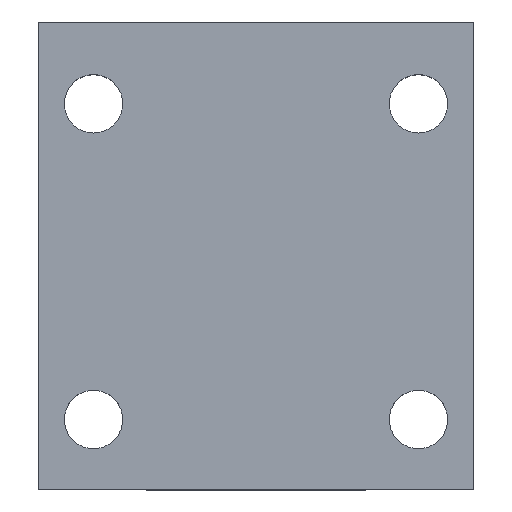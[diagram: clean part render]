
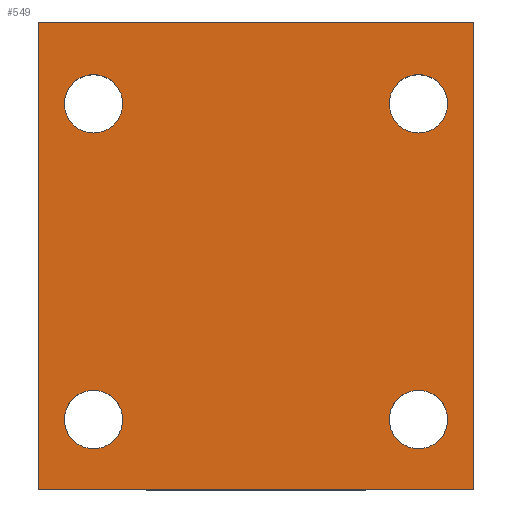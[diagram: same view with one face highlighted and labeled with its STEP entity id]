
A CAD part, top view. The second image highlights one B-rep face of the part: STEP entity #549.
In plain terms, the highlighted planar face has unit normal (0, 0, 1).
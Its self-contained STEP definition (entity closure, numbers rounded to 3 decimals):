
#21=FACE_BOUND('',#112,.T.);
#22=FACE_BOUND('',#113,.T.);
#23=FACE_BOUND('',#114,.T.);
#24=FACE_BOUND('',#115,.T.);
#39=CIRCLE('',#600,2.5);
#40=CIRCLE('',#602,2.5);
#41=CIRCLE('',#604,2.5);
#42=CIRCLE('',#606,2.5);
#78=FACE_OUTER_BOUND('',#111,.T.);
#111=EDGE_LOOP('',(#497,#498,#499,#500));
#112=EDGE_LOOP('',(#501));
#113=EDGE_LOOP('',(#502));
#114=EDGE_LOOP('',(#503));
#115=EDGE_LOOP('',(#504));
#151=LINE('',#841,#208);
#156=LINE('',#857,#213);
#162=LINE('',#865,#219);
#172=LINE('',#909,#229);
#208=VECTOR('',#670,10.);
#213=VECTOR('',#689,10.);
#219=VECTOR('',#697,10.);
#229=VECTOR('',#755,10.);
#263=VERTEX_POINT('',#838);
#264=VERTEX_POINT('',#840);
#267=VERTEX_POINT('',#854);
#268=VERTEX_POINT('',#856);
#276=VERTEX_POINT('',#893);
#277=VERTEX_POINT('',#897);
#278=VERTEX_POINT('',#901);
#279=VERTEX_POINT('',#905);
#317=EDGE_CURVE('',#263,#264,#151,.T.);
#326=EDGE_CURVE('',#268,#267,#156,.T.);
#332=EDGE_CURVE('',#263,#268,#162,.T.);
#347=EDGE_CURVE('',#276,#276,#39,.T.);
#349=EDGE_CURVE('',#277,#277,#40,.T.);
#351=EDGE_CURVE('',#278,#278,#41,.T.);
#353=EDGE_CURVE('',#279,#279,#42,.T.);
#354=EDGE_CURVE('',#267,#264,#172,.T.);
#497=ORIENTED_EDGE('',*,*,#317,.F.);
#498=ORIENTED_EDGE('',*,*,#332,.T.);
#499=ORIENTED_EDGE('',*,*,#326,.T.);
#500=ORIENTED_EDGE('',*,*,#354,.T.);
#501=ORIENTED_EDGE('',*,*,#347,.F.);
#502=ORIENTED_EDGE('',*,*,#349,.F.);
#503=ORIENTED_EDGE('',*,*,#351,.F.);
#504=ORIENTED_EDGE('',*,*,#353,.F.);
#522=PLANE('',#608);
#549=ADVANCED_FACE('',(#78,#21,#22,#23,#24),#522,.T.);
#600=AXIS2_PLACEMENT_3D('',#895,#736,#737);
#602=AXIS2_PLACEMENT_3D('',#899,#741,#742);
#604=AXIS2_PLACEMENT_3D('',#903,#746,#747);
#606=AXIS2_PLACEMENT_3D('',#907,#751,#752);
#608=AXIS2_PLACEMENT_3D('',#910,#756,#757);
#670=DIRECTION('',(0.,1.,0.));
#689=DIRECTION('',(0.,1.,0.));
#697=DIRECTION('',(1.,0.,0.));
#736=DIRECTION('center_axis',(0.,0.,1.));
#737=DIRECTION('ref_axis',(-1.,0.,0.));
#741=DIRECTION('center_axis',(0.,0.,1.));
#742=DIRECTION('ref_axis',(-1.,0.,0.));
#746=DIRECTION('center_axis',(0.,0.,1.));
#747=DIRECTION('ref_axis',(-1.,0.,0.));
#751=DIRECTION('center_axis',(0.,0.,1.));
#752=DIRECTION('ref_axis',(-1.,0.,0.));
#755=DIRECTION('',(-1.,0.,0.));
#756=DIRECTION('center_axis',(0.,0.,1.));
#757=DIRECTION('ref_axis',(-1.,0.,0.));
#838=CARTESIAN_POINT('',(72.717,215.,17.087));
#840=CARTESIAN_POINT('',(72.717,255.,17.087));
#841=CARTESIAN_POINT('',(72.717,245.,17.087));
#854=CARTESIAN_POINT('',(110.,255.,17.087));
#856=CARTESIAN_POINT('',(110.,215.,17.087));
#857=CARTESIAN_POINT('',(110.,215.,17.087));
#865=CARTESIAN_POINT('',(0.,215.,17.087));
#893=CARTESIAN_POINT('',(79.964,221.,17.087));
#895=CARTESIAN_POINT('Origin',(77.464,221.,17.087));
#897=CARTESIAN_POINT('',(107.754,248.,17.087));
#899=CARTESIAN_POINT('Origin',(105.254,248.,17.087));
#901=CARTESIAN_POINT('',(79.964,248.,17.087));
#903=CARTESIAN_POINT('Origin',(77.464,248.,17.087));
#905=CARTESIAN_POINT('',(107.754,221.,17.087));
#907=CARTESIAN_POINT('Origin',(105.254,221.,17.087));
#909=CARTESIAN_POINT('',(110.,255.,17.087));
#910=CARTESIAN_POINT('Origin',(91.125,235.,17.087));
